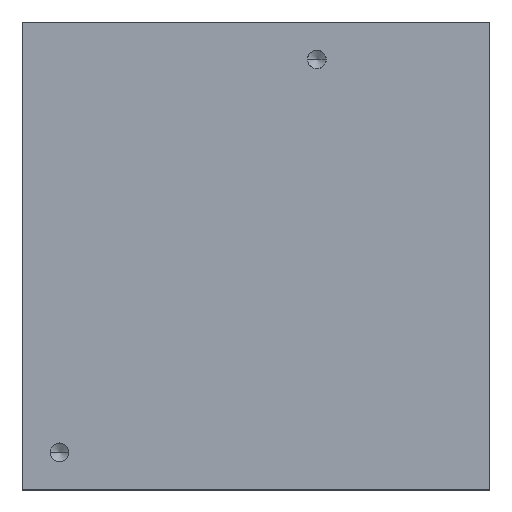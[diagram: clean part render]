
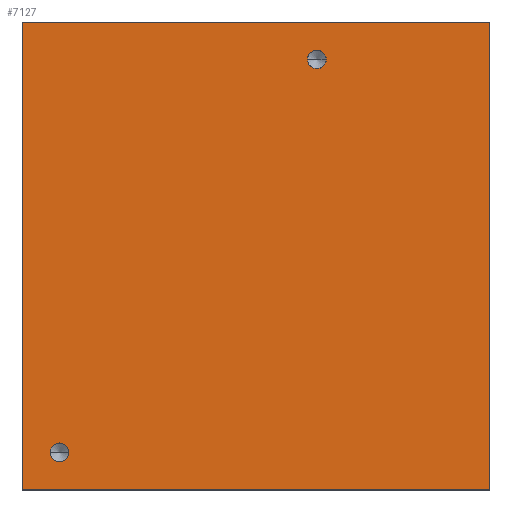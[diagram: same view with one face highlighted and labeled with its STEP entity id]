
A CAD part, top view. The second image highlights one B-rep face of the part: STEP entity #7127.
In plain terms, the highlighted planar face has unit normal (0, 0, 1).
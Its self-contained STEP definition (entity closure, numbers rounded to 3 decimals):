
#482 = VERTEX_POINT ( 'NONE', #12498 ) ;
#561 = ORIENTED_EDGE ( 'NONE', *, *, #12510, .T. ) ;
#596 = ORIENTED_EDGE ( 'NONE', *, *, #10763, .F. ) ;
#931 = DIRECTION ( 'NONE',  ( 0., 0., 1. ) ) ;
#1197 = CIRCLE ( 'NONE', #11172, 0.8 ) ;
#1306 = FACE_BOUND ( 'NONE', #11155, .T. ) ;
#1428 = CARTESIAN_POINT ( 'NONE',  ( 11.857, 208.116, 12. ) ) ;
#1643 = VECTOR ( 'NONE', #5919, 1000. ) ;
#1670 = PLANE ( 'NONE',  #3753 ) ;
#1925 = DIRECTION ( 'NONE',  ( -1., 0., 0. ) ) ;
#2454 = DIRECTION ( 'NONE',  ( 1., 0., 0. ) ) ;
#2571 = CARTESIAN_POINT ( 'NONE',  ( -13.343, 211.316, 12. ) ) ;
#3019 = VERTEX_POINT ( 'NONE', #9656 ) ;
#3357 = CARTESIAN_POINT ( 'NONE',  ( 26.657, 171.316, 12. ) ) ;
#3753 = AXIS2_PLACEMENT_3D ( 'NONE', #9790, #12806, #6789 ) ;
#3940 = ORIENTED_EDGE ( 'NONE', *, *, #3981, .F. ) ;
#3964 = ORIENTED_EDGE ( 'NONE', *, *, #7121, .F. ) ;
#3981 = EDGE_CURVE ( 'NONE', #12017, #5330, #1197, .T. ) ;
#3983 = FACE_BOUND ( 'NONE', #9349, .T. ) ;
#4007 = CIRCLE ( 'NONE', #5338, 0.8 ) ;
#4030 = CIRCLE ( 'NONE', #6352, 0.8 ) ;
#4176 = CARTESIAN_POINT ( 'NONE',  ( 26.657, 171.316, 12. ) ) ;
#4330 = LINE ( 'NONE', #11954, #1643 ) ;
#4581 = CARTESIAN_POINT ( 'NONE',  ( 12.657, 208.116, 12. ) ) ;
#4613 = CIRCLE ( 'NONE', #12101, 0.8 ) ;
#4685 = CARTESIAN_POINT ( 'NONE',  ( -13.343, 171.316, 12. ) ) ;
#4746 = CARTESIAN_POINT ( 'NONE',  ( -10.143, 174.516, 12. ) ) ;
#4934 = CARTESIAN_POINT ( 'NONE',  ( 26.657, 211.316, 12. ) ) ;
#5330 = VERTEX_POINT ( 'NONE', #8395 ) ;
#5338 = AXIS2_PLACEMENT_3D ( 'NONE', #6990, #931, #7994 ) ;
#5514 = DIRECTION ( 'NONE',  ( 0., 0., 1. ) ) ;
#5578 = VECTOR ( 'NONE', #9412, 1000. ) ;
#5621 = VECTOR ( 'NONE', #6762, 1000. ) ;
#5717 = VECTOR ( 'NONE', #1925, 1000. ) ;
#5774 = DIRECTION ( 'NONE',  ( 1., 0., 0. ) ) ;
#5919 = DIRECTION ( 'NONE',  ( 0., -1., 0. ) ) ;
#6058 = VERTEX_POINT ( 'NONE', #8537 ) ;
#6097 = VERTEX_POINT ( 'NONE', #2571 ) ;
#6352 = AXIS2_PLACEMENT_3D ( 'NONE', #1428, #8501, #2454 ) ;
#6557 = CARTESIAN_POINT ( 'NONE',  ( 26.657, 211.316, 12. ) ) ;
#6558 = EDGE_LOOP ( 'NONE', ( #11088, #9688, #561, #9526 ) ) ;
#6671 = FACE_OUTER_BOUND ( 'NONE', #6558, .T. ) ;
#6762 = DIRECTION ( 'NONE',  ( 1., 0., 0. ) ) ;
#6789 = DIRECTION ( 'NONE',  ( 1., 0., 0. ) ) ;
#6990 = CARTESIAN_POINT ( 'NONE',  ( -10.143, 174.516, 12. ) ) ;
#7121 = EDGE_CURVE ( 'NONE', #482, #3019, #4613, .T. ) ;
#7127 = ADVANCED_FACE ( 'NONE', ( #3983, #1306, #6671 ), #1670, .T. ) ;
#7320 = ORIENTED_EDGE ( 'NONE', *, *, #12521, .F. ) ;
#7367 = EDGE_CURVE ( 'NONE', #10851, #6097, #8084, .T. ) ;
#7581 = EDGE_CURVE ( 'NONE', #9886, #10851, #10632, .T. ) ;
#7994 = DIRECTION ( 'NONE',  ( 1., 0., 0. ) ) ;
#8084 = LINE ( 'NONE', #4934, #5717 ) ;
#8297 = LINE ( 'NONE', #4685, #5621 ) ;
#8395 = CARTESIAN_POINT ( 'NONE',  ( 11.057, 208.116, 12. ) ) ;
#8501 = DIRECTION ( 'NONE',  ( 0., 0., 1. ) ) ;
#8537 = CARTESIAN_POINT ( 'NONE',  ( -13.343, 171.316, 12. ) ) ;
#9349 = EDGE_LOOP ( 'NONE', ( #596, #3940 ) ) ;
#9412 = DIRECTION ( 'NONE',  ( 0., 1., 0. ) ) ;
#9526 = ORIENTED_EDGE ( 'NONE', *, *, #11186, .T. ) ;
#9656 = CARTESIAN_POINT ( 'NONE',  ( -9.343, 174.516, 12. ) ) ;
#9688 = ORIENTED_EDGE ( 'NONE', *, *, #7367, .T. ) ;
#9790 = CARTESIAN_POINT ( 'NONE',  ( 0., 0., 12. ) ) ;
#9886 = VERTEX_POINT ( 'NONE', #4176 ) ;
#10632 = LINE ( 'NONE', #3357, #5578 ) ;
#10763 = EDGE_CURVE ( 'NONE', #5330, #12017, #4030, .T. ) ;
#10851 = VERTEX_POINT ( 'NONE', #6557 ) ;
#11088 = ORIENTED_EDGE ( 'NONE', *, *, #7581, .T. ) ;
#11155 = EDGE_LOOP ( 'NONE', ( #3964, #7320 ) ) ;
#11172 = AXIS2_PLACEMENT_3D ( 'NONE', #11550, #5514, #12544 ) ;
#11186 = EDGE_CURVE ( 'NONE', #6058, #9886, #8297, .T. ) ;
#11550 = CARTESIAN_POINT ( 'NONE',  ( 11.857, 208.116, 12. ) ) ;
#11803 = DIRECTION ( 'NONE',  ( 0., 0., 1. ) ) ;
#11954 = CARTESIAN_POINT ( 'NONE',  ( -13.343, 211.316, 12. ) ) ;
#12017 = VERTEX_POINT ( 'NONE', #4581 ) ;
#12101 = AXIS2_PLACEMENT_3D ( 'NONE', #4746, #11803, #5774 ) ;
#12498 = CARTESIAN_POINT ( 'NONE',  ( -10.943, 174.516, 12. ) ) ;
#12510 = EDGE_CURVE ( 'NONE', #6097, #6058, #4330, .T. ) ;
#12521 = EDGE_CURVE ( 'NONE', #3019, #482, #4007, .T. ) ;
#12544 = DIRECTION ( 'NONE',  ( 1., 0., 0. ) ) ;
#12806 = DIRECTION ( 'NONE',  ( 0., 0., 1. ) ) ;
